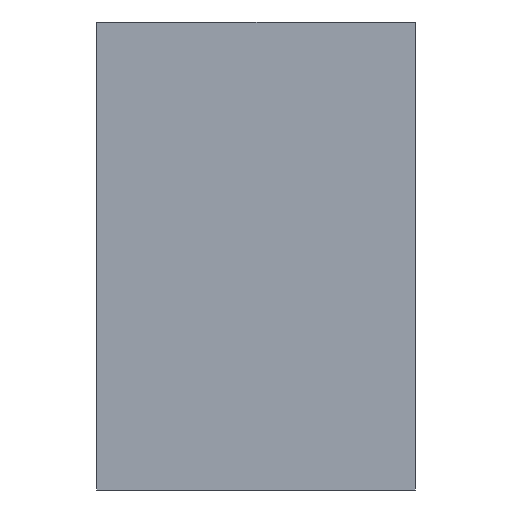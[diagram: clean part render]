
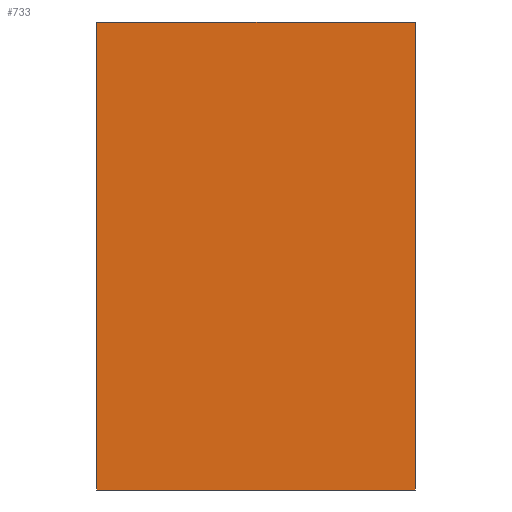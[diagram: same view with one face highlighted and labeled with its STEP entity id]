
A CAD part, front view. The second image highlights one B-rep face of the part: STEP entity #733.
In plain terms, the highlighted planar face has unit normal (0, -1, 0).
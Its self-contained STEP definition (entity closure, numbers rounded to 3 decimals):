
#481=CARTESIAN_POINT('Vertex',(-33.,-40.,25.)) ;
#484=CARTESIAN_POINT('Line Origine',(-16.,-40.,25.)) ;
#488=CARTESIAN_POINT('Vertex',(1.,-40.,25.)) ;
#687=CARTESIAN_POINT('Line Origine',(1.,-40.,0.)) ;
#691=CARTESIAN_POINT('Vertex',(1.,-40.,-25.)) ;
#710=CARTESIAN_POINT('Axis2P3D Location',(1.,-40.,0.)) ;
#715=CARTESIAN_POINT('Line Origine',(-33.,-40.,0.)) ;
#719=CARTESIAN_POINT('Vertex',(-33.,-40.,-25.)) ;
#722=CARTESIAN_POINT('Line Origine',(-16.,-40.,-25.)) ;
#485=DIRECTION('Vector Direction',(-1.,0.,0.)) ;
#688=DIRECTION('Vector Direction',(0.,0.,1.)) ;
#711=DIRECTION('Axis2P3D Direction',(0.,1.,-0.)) ;
#712=DIRECTION('Axis2P3D XDirection',(-1.,0.,0.)) ;
#716=DIRECTION('Vector Direction',(0.,0.,1.)) ;
#723=DIRECTION('Vector Direction',(-1.,0.,0.)) ;
#713=AXIS2_PLACEMENT_3D('Plane Axis2P3D',#710,#711,#712) ;
#728=ORIENTED_EDGE('',*,*,#721,.F.) ;
#729=ORIENTED_EDGE('',*,*,#726,.T.) ;
#730=ORIENTED_EDGE('',*,*,#693,.T.) ;
#731=ORIENTED_EDGE('',*,*,#490,.F.) ;
#486=VECTOR('Line Direction',#485,1.) ;
#689=VECTOR('Line Direction',#688,1.) ;
#717=VECTOR('Line Direction',#716,1.) ;
#724=VECTOR('Line Direction',#723,1.) ;
#733=ADVANCED_FACE('Corps principal',(#732),#714,.F.) ;
#490=EDGE_CURVE('',#482,#489,#487,.F.) ;
#693=EDGE_CURVE('',#692,#489,#690,.T.) ;
#721=EDGE_CURVE('',#720,#482,#718,.T.) ;
#726=EDGE_CURVE('',#720,#692,#725,.F.) ;
#727=EDGE_LOOP('',(#728,#729,#730,#731)) ;
#732=FACE_OUTER_BOUND('',#727,.T.) ;
#487=LINE('Line',#484,#486) ;
#690=LINE('Line',#687,#689) ;
#718=LINE('Line',#715,#717) ;
#725=LINE('Line',#722,#724) ;
#714=PLANE('Plane',#713) ;
#482=VERTEX_POINT('',#481) ;
#489=VERTEX_POINT('',#488) ;
#692=VERTEX_POINT('',#691) ;
#720=VERTEX_POINT('',#719) ;
